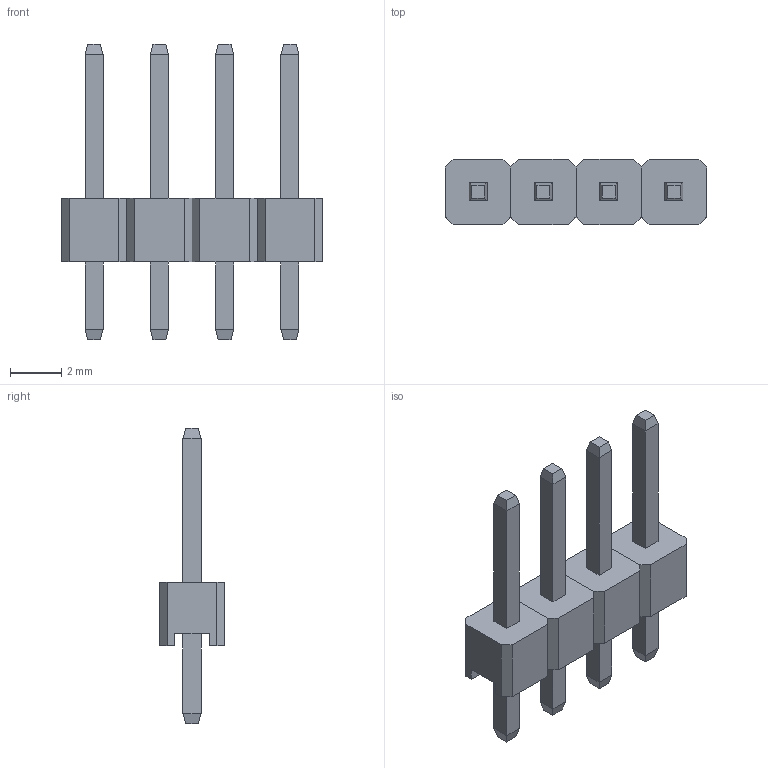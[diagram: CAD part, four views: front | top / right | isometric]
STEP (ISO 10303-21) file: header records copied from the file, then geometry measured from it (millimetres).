
FILE_DESCRIPTION(/* description */ (''),/* implementation_level */ '2;1');
FILE_NAME(/* name */ 'J14.step',/* time_stamp */ '2022-10-03T13:20:28+08:00',/* author */ (''),/* organization */ (''),/* preprocessor_version */ 'ST-DEVELOPER v19',/* originating_system */ 'Autodesk Translation Framework v11.7.0.108',/* authorisation */ '');
FILE_SCHEMA (('AUTOMOTIVE_DESIGN { 1 0 10303 214 3 1 1 }'));
Length unit declared in the file: millimetre
Products named in the file (3): J14; HDR-M-2.54_1X4; COMPOUND (1)
Assembly tree (2 placements, depth 3):
  J14
    HDR-M-2.54_1X4
      COMPOUND (1)
Bounding box: 10.16 x 2.54 x 11.5 mm (x, y, z)
Volume: 73.8 mm3; surface area: 251.8 mm2
Topology: 4 solids, 4 shells, 364 faces, 928 edges, 608 vertices
Faces by surface type: plane 308, bspline 56
Entity records: 14090 total; most frequent: CARTESIAN_POINT 5209, ORIENTED_EDGE 1856, DIRECTION 1442, EDGE_CURVE 928, LINE 816, VECTOR 816, VERTEX_POINT 608, EDGE_LOOP 400
